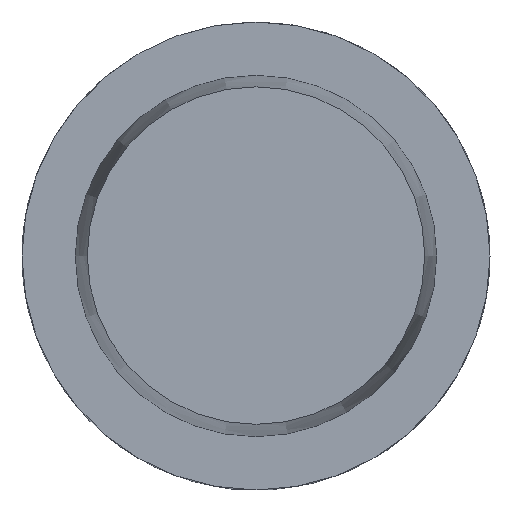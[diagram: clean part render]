
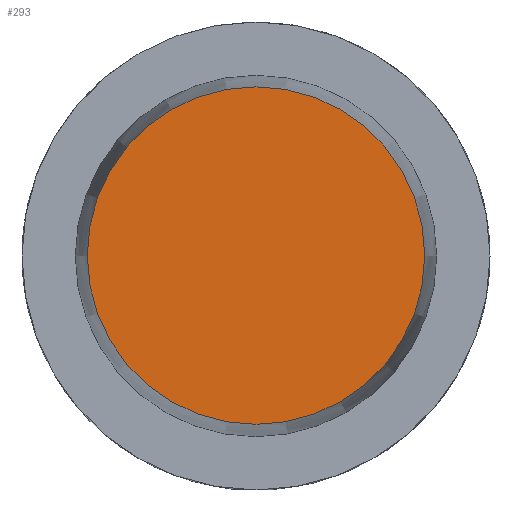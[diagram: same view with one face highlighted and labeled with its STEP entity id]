
A CAD part, top view. The second image highlights one B-rep face of the part: STEP entity #293.
In plain terms, the highlighted planar face has unit normal (0, 0, 1).
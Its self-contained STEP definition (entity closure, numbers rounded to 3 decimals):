
#293=ADVANCED_FACE('',(#358),#319,.F.);
#319=PLANE('',#1044);
#358=FACE_OUTER_BOUND('',#417,.T.);
#417=EDGE_LOOP('',(#675));
#675=ORIENTED_EDGE('',*,*,#900,.T.);
#771=VERTEX_POINT('',#1670);
#900=EDGE_CURVE('',#771,#771,#936,.T.);
#936=CIRCLE('',#1043,22.717);
#1043=AXIS2_PLACEMENT_3D('',#1669,#1285,#1286);
#1044=AXIS2_PLACEMENT_3D('',#1671,#1287,#1288);
#1285=DIRECTION('',(0.,0.,1.));
#1286=DIRECTION('',(-1.,0.,0.));
#1287=DIRECTION('',(0.,0.,-1.));
#1288=DIRECTION('',(1.,0.,0.));
#1669=CARTESIAN_POINT('',(0.,0.,
32.));
#1670=CARTESIAN_POINT('',(-22.717,0.,32.));
#1671=CARTESIAN_POINT('',(-21.576,0.,32.));
